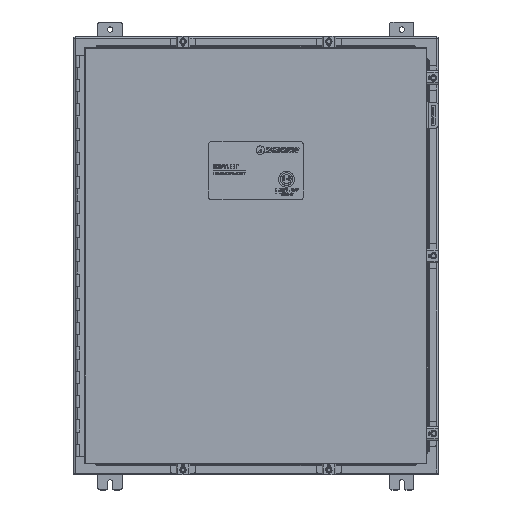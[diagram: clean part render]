
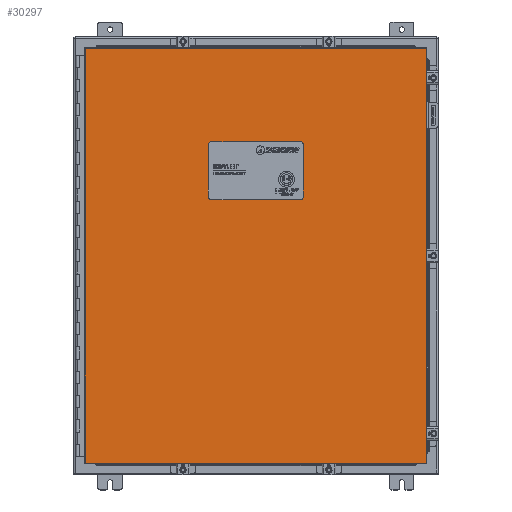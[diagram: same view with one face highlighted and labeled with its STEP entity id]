
A CAD part, top view. The second image highlights one B-rep face of the part: STEP entity #30297.
In plain terms, the highlighted planar face has unit normal (0, 0, 1).
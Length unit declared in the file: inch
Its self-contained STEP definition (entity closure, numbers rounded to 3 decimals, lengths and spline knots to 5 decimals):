
#3916 = PLANE ( 'NONE',  #57106 ) ;
#5819 = ORIENTED_EDGE ( 'NONE', *, *, #28284, .T. ) ;
#11070 = EDGE_CURVE ( 'NONE', #77507, #38439, #58901, .T. ) ;
#17586 = DIRECTION ( 'NONE',  ( 0., -1., 0. ) ) ;
#18371 = VERTEX_POINT ( 'NONE', #53769 ) ;
#19731 = EDGE_LOOP ( 'NONE', ( #59497, #30755, #5819, #77001 ) ) ;
#21892 = VECTOR ( 'NONE', #31336, 39.37008 ) ;
#23349 = VERTEX_POINT ( 'NONE', #43990 ) ;
#27336 = FACE_OUTER_BOUND ( 'NONE', #19731, .T. ) ;
#28284 = EDGE_CURVE ( 'NONE', #38439, #23349, #79129, .T. ) ;
#28287 = CARTESIAN_POINT ( 'NONE',  ( 14.078, -17.06275, 0.075 ) ) ;
#30172 = CARTESIAN_POINT ( 'NONE',  ( -14.04675, -17.094, 0.075 ) ) ;
#30297 = ADVANCED_FACE ( 'NONE', ( #27336 ), #3916, .T. ) ;
#30755 = ORIENTED_EDGE ( 'NONE', *, *, #11070, .T. ) ;
#31336 = DIRECTION ( 'NONE',  ( -1., 0., 0. ) ) ;
#35904 = DIRECTION ( 'NONE',  ( 1., 0., 0. ) ) ;
#36835 = CARTESIAN_POINT ( 'NONE',  ( -14.04675, 17.06275, 0.075 ) ) ;
#38439 = VERTEX_POINT ( 'NONE', #36835 ) ;
#41584 = CARTESIAN_POINT ( 'NONE',  ( 14.04675, 17.094, 0.075 ) ) ;
#42400 = DIRECTION ( 'NONE',  ( 0., 0., 1. ) ) ;
#42819 = EDGE_CURVE ( 'NONE', #23349, #18371, #55772, .T. ) ;
#43990 = CARTESIAN_POINT ( 'NONE',  ( -14.04675, -17.06275, 0.075 ) ) ;
#46809 = VECTOR ( 'NONE', #72676, 39.37008 ) ;
#48409 = LINE ( 'NONE', #41584, #64432 ) ;
#48481 = CARTESIAN_POINT ( 'NONE',  ( -14.078, -17.094, 0.075 ) ) ;
#49784 = CARTESIAN_POINT ( 'NONE',  ( -14.078, 17.06275, 0.075 ) ) ;
#53769 = CARTESIAN_POINT ( 'NONE',  ( 14.04675, -17.06275, 0.075 ) ) ;
#55772 = LINE ( 'NONE', #28287, #46809 ) ;
#57106 = AXIS2_PLACEMENT_3D ( 'NONE', #48481, #42400, #35904 ) ;
#58114 = VECTOR ( 'NONE', #17586, 39.37008 ) ;
#58901 = LINE ( 'NONE', #49784, #21892 ) ;
#59497 = ORIENTED_EDGE ( 'NONE', *, *, #65682, .T. ) ;
#64432 = VECTOR ( 'NONE', #66105, 39.37008 ) ;
#65682 = EDGE_CURVE ( 'NONE', #18371, #77507, #48409, .T. ) ;
#66105 = DIRECTION ( 'NONE',  ( 0., 1., 0. ) ) ;
#72676 = DIRECTION ( 'NONE',  ( 1., 0., 0. ) ) ;
#77001 = ORIENTED_EDGE ( 'NONE', *, *, #42819, .T. ) ;
#77507 = VERTEX_POINT ( 'NONE', #80246 ) ;
#79129 = LINE ( 'NONE', #30172, #58114 ) ;
#80246 = CARTESIAN_POINT ( 'NONE',  ( 14.04675, 17.06275, 0.075 ) ) ;
